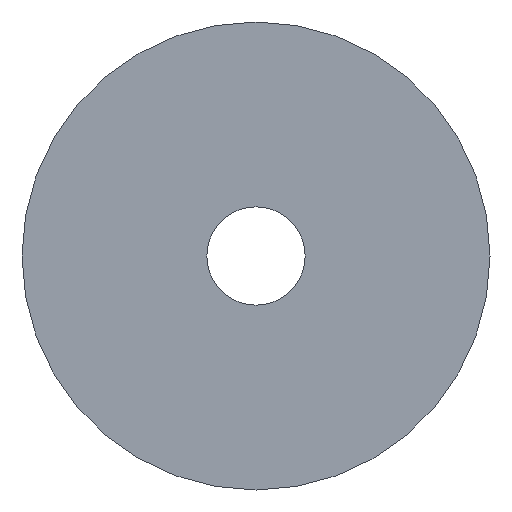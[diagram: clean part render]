
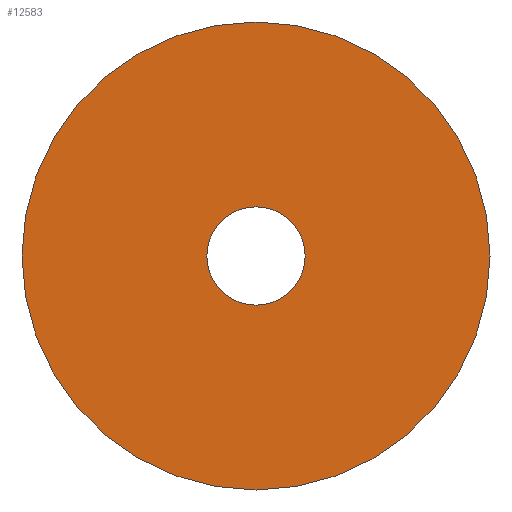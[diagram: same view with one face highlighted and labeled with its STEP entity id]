
A CAD part, front view. The second image highlights one B-rep face of the part: STEP entity #12583.
In plain terms, the highlighted planar face has unit normal (0, -1, 0).
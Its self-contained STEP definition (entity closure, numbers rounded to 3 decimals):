
#329 = DIRECTION ( 'NONE',  ( 0., 0., 1. ) ) ;
#359 = FACE_OUTER_BOUND ( 'NONE', #7838, .T. ) ;
#492 = ORIENTED_EDGE ( 'NONE', *, *, #3430, .T. ) ;
#560 = EDGE_CURVE ( 'NONE', #8310, #6526, #1343, .T. ) ;
#673 = CARTESIAN_POINT ( 'NONE',  ( 0., -1., 0. ) ) ;
#1343 = CIRCLE ( 'NONE', #9377, 25. ) ;
#1515 = CIRCLE ( 'NONE', #8818, 25. ) ;
#1589 = DIRECTION ( 'NONE',  ( 0., 1., 0. ) ) ;
#2287 = CARTESIAN_POINT ( 'NONE',  ( 0., -1., 0. ) ) ;
#2582 = DIRECTION ( 'NONE',  ( 0., 0., 1. ) ) ;
#2813 = EDGE_CURVE ( 'NONE', #8030, #3296, #10323, .T. ) ;
#3187 = DIRECTION ( 'NONE',  ( 0., 1., 0. ) ) ;
#3296 = VERTEX_POINT ( 'NONE', #5384 ) ;
#3430 = EDGE_CURVE ( 'NONE', #3296, #8030, #10627, .T. ) ;
#3948 = AXIS2_PLACEMENT_3D ( 'NONE', #673, #1589, #2582 ) ;
#3978 = DIRECTION ( 'NONE',  ( 0., 0., 1. ) ) ;
#4323 = DIRECTION ( 'NONE',  ( 0., 1., 0. ) ) ;
#4759 = ORIENTED_EDGE ( 'NONE', *, *, #5903, .F. ) ;
#4795 = AXIS2_PLACEMENT_3D ( 'NONE', #2287, #3187, #11038 ) ;
#4895 = CARTESIAN_POINT ( 'NONE',  ( 0., -1., 25. ) ) ;
#5088 = EDGE_LOOP ( 'NONE', ( #8040, #492 ) ) ;
#5384 = CARTESIAN_POINT ( 'NONE',  ( 0., -1., 5.25 ) ) ;
#5547 = ORIENTED_EDGE ( 'NONE', *, *, #560, .F. ) ;
#5903 = EDGE_CURVE ( 'NONE', #6526, #8310, #1515, .T. ) ;
#6526 = VERTEX_POINT ( 'NONE', #8539 ) ;
#7838 = EDGE_LOOP ( 'NONE', ( #4759, #5547 ) ) ;
#7880 = DIRECTION ( 'NONE',  ( 0., 1., 0. ) ) ;
#8030 = VERTEX_POINT ( 'NONE', #10496 ) ;
#8039 = FACE_BOUND ( 'NONE', #5088, .T. ) ;
#8040 = ORIENTED_EDGE ( 'NONE', *, *, #2813, .T. ) ;
#8310 = VERTEX_POINT ( 'NONE', #4895 ) ;
#8385 = DIRECTION ( 'NONE',  ( 0., 0., 1. ) ) ;
#8539 = CARTESIAN_POINT ( 'NONE',  ( 0., -1., -25. ) ) ;
#8818 = AXIS2_PLACEMENT_3D ( 'NONE', #12279, #10380, #8385 ) ;
#9069 = PLANE ( 'NONE',  #4795 ) ;
#9377 = AXIS2_PLACEMENT_3D ( 'NONE', #9991, #7880, #3978 ) ;
#9991 = CARTESIAN_POINT ( 'NONE',  ( 0., -1., 0. ) ) ;
#10227 = CARTESIAN_POINT ( 'NONE',  ( 0., -1., 0. ) ) ;
#10323 = CIRCLE ( 'NONE', #11916, 5.25 ) ;
#10380 = DIRECTION ( 'NONE',  ( 0., 1., 0. ) ) ;
#10496 = CARTESIAN_POINT ( 'NONE',  ( 0., -1., -5.25 ) ) ;
#10627 = CIRCLE ( 'NONE', #3948, 5.25 ) ;
#11038 = DIRECTION ( 'NONE',  ( 0., 0., 1. ) ) ;
#11916 = AXIS2_PLACEMENT_3D ( 'NONE', #10227, #4323, #329 ) ;
#12279 = CARTESIAN_POINT ( 'NONE',  ( 0., -1., 0. ) ) ;
#12583 = ADVANCED_FACE ( 'NONE', ( #359, #8039 ), #9069, .F. ) ;
